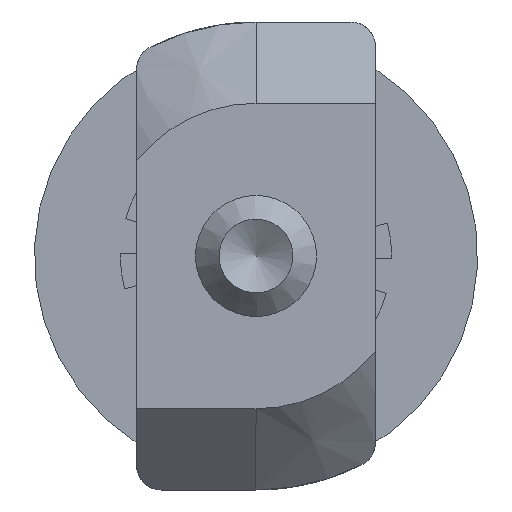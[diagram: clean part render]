
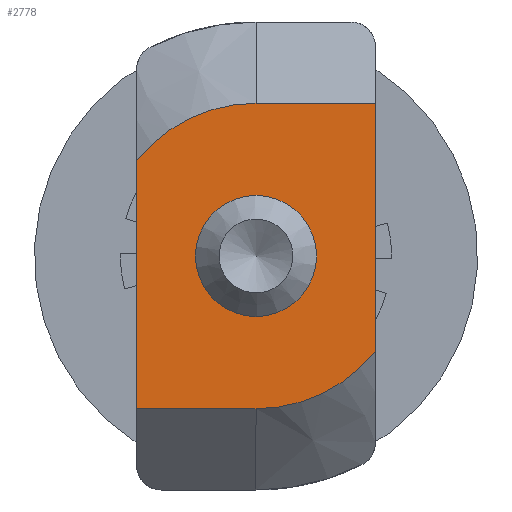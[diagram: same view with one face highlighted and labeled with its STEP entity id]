
A CAD part, front view. The second image highlights one B-rep face of the part: STEP entity #2778.
In plain terms, the highlighted planar face has unit normal (0, -1, 0).
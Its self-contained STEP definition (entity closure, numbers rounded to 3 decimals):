
#112=PLANE('',#2996);
#181=LINE('',#4200,#411);
#188=LINE('',#4252,#418);
#207=LINE('',#4298,#437);
#242=LINE('',#4429,#472);
#411=VECTOR('',#3273,4.85);
#418=VECTOR('',#3310,4.85);
#437=VECTOR('',#3347,10.062);
#472=VECTOR('',#3484,10.062);
#668=FACE_BOUND('',#881,.T.);
#717=FACE_OUTER_BOUND('',#880,.T.);
#880=EDGE_LOOP('',(#2026,#2027,#2028,#2029,#2030,#2031));
#881=EDGE_LOOP('',(#2032));
#1030=CIRCLE('',#2916,2.459);
#1033=CIRCLE('',#2920,6.2);
#1034=CIRCLE('',#2924,6.2);
#1158=VERTEX_POINT('',#4172);
#1163=VERTEX_POINT('',#4191);
#1164=VERTEX_POINT('',#4195);
#1165=VERTEX_POINT('',#4199);
#1168=VERTEX_POINT('',#4207);
#1170=VERTEX_POINT('',#4212);
#1182=VERTEX_POINT('',#4251);
#1436=EDGE_CURVE('',#1158,#1158,#1030,.T.);
#1441=EDGE_CURVE('',#1164,#1163,#1033,.T.);
#1443=EDGE_CURVE('',#1165,#1164,#181,.T.);
#1448=EDGE_CURVE('',#1170,#1168,#1034,.T.);
#1463=EDGE_CURVE('',#1182,#1170,#188,.T.);
#1487=EDGE_CURVE('',#1182,#1163,#207,.T.);
#1553=EDGE_CURVE('',#1165,#1168,#242,.T.);
#2026=ORIENTED_EDGE('',*,*,#1487,.F.);
#2027=ORIENTED_EDGE('',*,*,#1463,.T.);
#2028=ORIENTED_EDGE('',*,*,#1448,.T.);
#2029=ORIENTED_EDGE('',*,*,#1553,.F.);
#2030=ORIENTED_EDGE('',*,*,#1443,.T.);
#2031=ORIENTED_EDGE('',*,*,#1441,.T.);
#2032=ORIENTED_EDGE('',*,*,#1436,.T.);
#2778=ADVANCED_FACE('',(#717,#668),#112,.F.);
#2916=AXIS2_PLACEMENT_3D('',#4173,#3260,#3261);
#2920=AXIS2_PLACEMENT_3D('',#4196,#3268,#3269);
#2924=AXIS2_PLACEMENT_3D('',#4213,#3280,#3281);
#2996=AXIS2_PLACEMENT_3D('',#4428,#3482,#3483);
#3260=DIRECTION('center_axis',(0.,1.,0.));
#3261=DIRECTION('ref_axis',(1.,0.,0.));
#3268=DIRECTION('center_axis',(0.,-1.,0.));
#3269=DIRECTION('ref_axis',(0.866,0.,-0.5));
#3273=DIRECTION('',(1.,0.,0.));
#3280=DIRECTION('center_axis',(0.,-1.,0.));
#3281=DIRECTION('ref_axis',(0.,0.,1.));
#3310=DIRECTION('',(-1.,0.,0.));
#3347=DIRECTION('',(0.,0.,-1.));
#3482=DIRECTION('center_axis',(0.,1.,0.));
#3483=DIRECTION('ref_axis',(0.,0.,1.));
#3484=DIRECTION('',(0.,0.,1.));
#4172=CARTESIAN_POINT('',(-2.459,0.,0.));
#4173=CARTESIAN_POINT('Origin',(0.,0.,0.));
#4191=CARTESIAN_POINT('',(4.85,0.,-3.862));
#4195=CARTESIAN_POINT('',(0.,0.,-6.2));
#4196=CARTESIAN_POINT('Origin',(0.,0.,0.));
#4199=CARTESIAN_POINT('',(-4.85,0.,-6.2));
#4200=CARTESIAN_POINT('',(-4.85,0.,-6.2));
#4207=CARTESIAN_POINT('',(-4.85,0.,3.862));
#4212=CARTESIAN_POINT('',(0.,0.,6.2));
#4213=CARTESIAN_POINT('Origin',(0.,0.,0.));
#4251=CARTESIAN_POINT('',(4.85,0.,6.2));
#4252=CARTESIAN_POINT('',(4.85,0.,6.2));
#4298=CARTESIAN_POINT('',(4.85,0.,6.2));
#4428=CARTESIAN_POINT('Origin',(0.,0.,0.));
#4429=CARTESIAN_POINT('',(-4.85,0.,-6.2));
